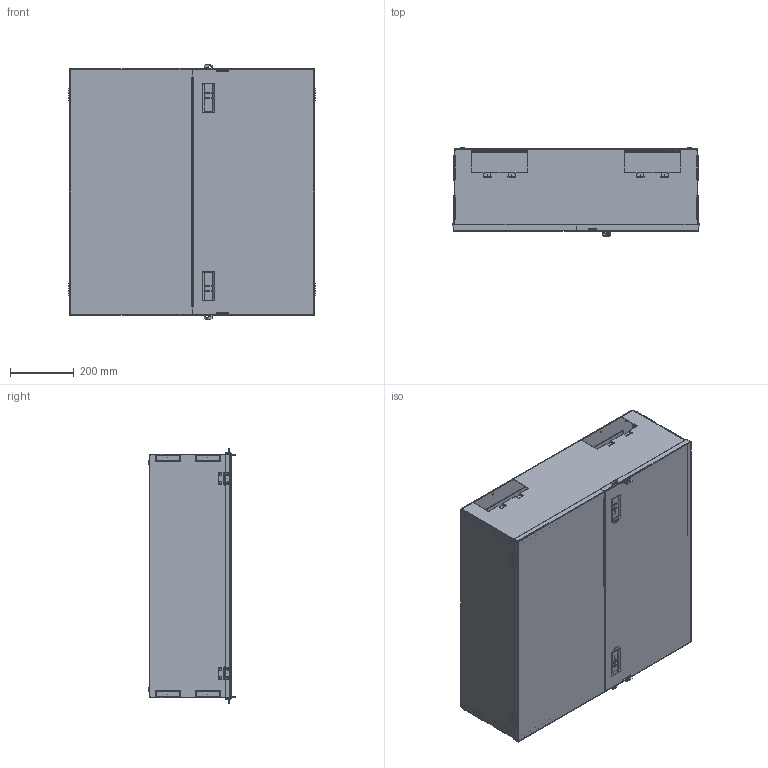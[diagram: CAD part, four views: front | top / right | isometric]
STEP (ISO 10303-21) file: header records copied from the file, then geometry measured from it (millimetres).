
FILE_DESCRIPTION( ( 'Unknown' ), '1' );
FILE_NAME( 'MC303010.stp', 'Unknown', ( 'Unknown' ), ( 'Unknown' ), 'PSStep 16.0.42', 'Unknown', ' ' );
FILE_SCHEMA( ( 'AUTOMOTIVE_DESIGN { 1 0 10303 214 1 1 1 1 }' ) );
Length unit declared in the file: millimetre
Products named in the file (15): MC303010_RIGHT-DOOR-oa5; MC303010-PD-oa0; Penture C-02-oa1; Penture C-02-oa2; HASP-MC-RICCI-oa3; HASP-MC-RICCI-oa4; MC303010_BOX; MC303010-B; Penture C-01; PADLOCK C; MC303010_LEFT-DOOR; MC303010-PG; Penture C-02; Assem1; MC3030-BP
Assembly tree (19 placements, depth 3):
  Assem1
    MC3030-BP
    MC303010_BOX
      MC303010-B
      Penture C-01  x4
      PADLOCK C  x2
    MC303010_LEFT-DOOR
      MC303010-PG
      Penture C-02  x2
    MC303010_RIGHT-DOOR-oa5
      MC303010-PD-oa0
      Penture C-02-oa1
      Penture C-02-oa2
      HASP-MC-RICCI-oa3
      HASP-MC-RICCI-oa4
Bounding box: 773.84 x 275.23 x 798.22 mm (x, y, z)
Volume: 3827833.6 mm3; surface area: 5047158.5 mm2
Topology: 16 solids, 16 shells, 1130 faces, 3046 edges, 1948 vertices
Faces by surface type: plane 708, cylinder 294, bspline 60, cone 44, torus 24
Full cylindrical faces by diameter (mm): 0.794 x16, 3.175 x2, 3.302 x2, 3.581 x2, 4.293 x4, 4.775 x2, 5.791 x14, 6.02 x16, 7.925 x4, 9.525 x12
Entity records: 39242 total; most frequent: CARTESIAN_POINT 6799, ORIENTED_EDGE 4924, DIRECTION 4804, EDGE_CURVE 2462, LINE 1838, VECTOR 1838, VERTEX_POINT 1622, AXIS2_PLACEMENT_3D 1483
